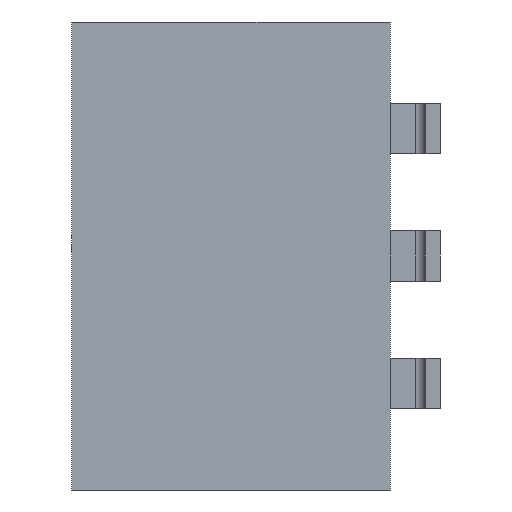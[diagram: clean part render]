
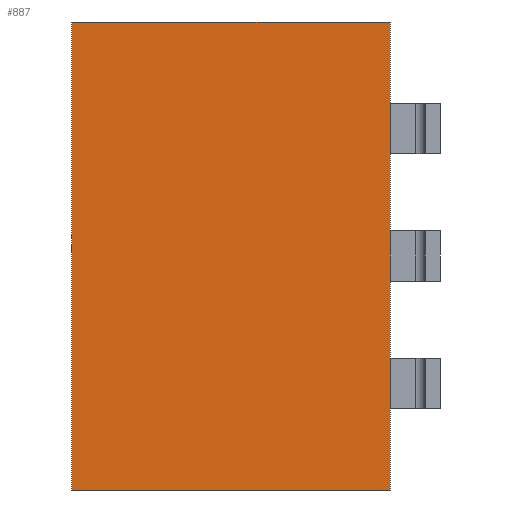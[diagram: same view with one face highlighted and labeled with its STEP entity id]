
A CAD part, left-side view. The second image highlights one B-rep face of the part: STEP entity #887.
In plain terms, the highlighted planar face has unit normal (-1, 0, 0).
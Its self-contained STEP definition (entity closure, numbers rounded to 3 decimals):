
#1=DIRECTION('',(0.,-1.,0.));
#2=VECTOR('',#1,6.36);
#3=CARTESIAN_POINT('',(-6.25,3.18,-4.675));
#4=LINE('',#3,#2);
#17=DIRECTION('',(0.,0.,1.));
#18=VECTOR('',#17,9.35);
#19=CARTESIAN_POINT('',(-6.25,3.18,-4.675));
#20=LINE('',#19,#18);
#29=DIRECTION('',(0.,0.,1.));
#30=VECTOR('',#29,9.35);
#31=CARTESIAN_POINT('',(-6.25,-3.18,-4.675));
#32=LINE('',#31,#30);
#129=DIRECTION('',(0.,-1.,0.));
#130=VECTOR('',#129,6.36);
#131=CARTESIAN_POINT('',(-6.25,3.18,4.675));
#132=LINE('',#131,#130);
#649=CARTESIAN_POINT('',(-6.25,3.18,-4.675));
#650=CARTESIAN_POINT('',(-6.25,-3.18,-4.675));
#651=VERTEX_POINT('',#649);
#652=VERTEX_POINT('',#650);
#657=CARTESIAN_POINT('',(-6.25,3.18,4.675));
#658=CARTESIAN_POINT('',(-6.25,-3.18,4.675));
#659=VERTEX_POINT('',#657);
#660=VERTEX_POINT('',#658);
#873=CARTESIAN_POINT('',(-6.25,3.18,-4.675));
#874=DIRECTION('',(-1.,0.,0.));
#875=DIRECTION('',(0.,-1.,0.));
#876=AXIS2_PLACEMENT_3D('',#873,#874,#875);
#877=PLANE('',#876);
#878=ORIENTED_EDGE('',*,*,#862,.F.);
#880=ORIENTED_EDGE('',*,*,#879,.T.);
#882=ORIENTED_EDGE('',*,*,#881,.T.);
#884=ORIENTED_EDGE('',*,*,#883,.F.);
#885=EDGE_LOOP('',(#878,#880,#882,#884));
#886=FACE_OUTER_BOUND('',#885,.F.);
#862=EDGE_CURVE('',#651,#652,#4,.T.);
#879=EDGE_CURVE('',#651,#659,#20,.T.);
#881=EDGE_CURVE('',#659,#660,#132,.T.);
#883=EDGE_CURVE('',#652,#660,#32,.T.);
#887=ADVANCED_FACE('',(#886),#877,.T.);
